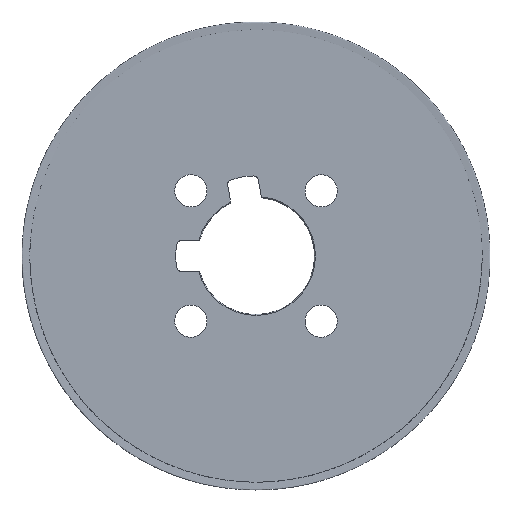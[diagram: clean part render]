
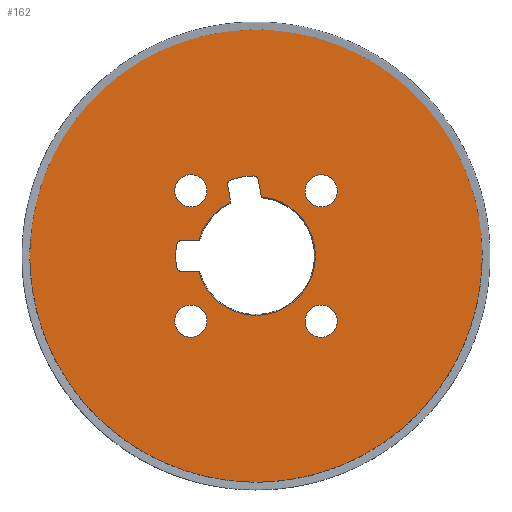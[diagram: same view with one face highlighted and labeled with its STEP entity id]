
A CAD part, top view. The second image highlights one B-rep face of the part: STEP entity #162.
In plain terms, the highlighted planar face has unit normal (0, 0, 1).
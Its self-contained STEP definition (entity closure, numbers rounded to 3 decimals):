
#162=ADVANCED_FACE('TB_SU_5',(#202,#203,#204,#205,#206,#207),#196,.T.);
#196=PLANE('',#876);
#202=FACE_BOUND('',#229,.T.);
#203=FACE_BOUND('',#230,.T.);
#204=FACE_BOUND('',#231,.T.);
#205=FACE_BOUND('',#232,.T.);
#206=FACE_BOUND('',#233,.T.);
#207=FACE_BOUND('',#234,.T.);
#229=EDGE_LOOP('',(#327,#328,#329,#330,#331,#332,#333,#334,#335,#336,#337,
#338,#339,#340,#341,#342,#343,#344));
#230=EDGE_LOOP('',(#345));
#231=EDGE_LOOP('',(#346));
#232=EDGE_LOOP('',(#347));
#233=EDGE_LOOP('',(#348));
#234=EDGE_LOOP('',(#349));
#279=LINE('',#1205,#303);
#280=LINE('',#1213,#304);
#281=LINE('',#1225,#305);
#282=LINE('',#1233,#306);
#303=VECTOR('',#978,1.);
#304=VECTOR('',#985,1.);
#305=VECTOR('',#996,1.);
#306=VECTOR('',#1003,1.);
#327=ORIENTED_EDGE('',*,*,#556,.F.);
#328=ORIENTED_EDGE('',*,*,#557,.T.);
#329=ORIENTED_EDGE('',*,*,#558,.T.);
#330=ORIENTED_EDGE('',*,*,#559,.F.);
#331=ORIENTED_EDGE('',*,*,#560,.T.);
#332=ORIENTED_EDGE('',*,*,#561,.F.);
#333=ORIENTED_EDGE('',*,*,#562,.T.);
#334=ORIENTED_EDGE('',*,*,#563,.T.);
#335=ORIENTED_EDGE('',*,*,#564,.F.);
#336=ORIENTED_EDGE('',*,*,#565,.F.);
#337=ORIENTED_EDGE('',*,*,#566,.F.);
#338=ORIENTED_EDGE('',*,*,#567,.T.);
#339=ORIENTED_EDGE('',*,*,#568,.T.);
#340=ORIENTED_EDGE('',*,*,#569,.F.);
#341=ORIENTED_EDGE('',*,*,#570,.T.);
#342=ORIENTED_EDGE('',*,*,#571,.F.);
#343=ORIENTED_EDGE('',*,*,#572,.T.);
#344=ORIENTED_EDGE('',*,*,#573,.T.);
#345=ORIENTED_EDGE('',*,*,#574,.T.);
#346=ORIENTED_EDGE('',*,*,#575,.T.);
#347=ORIENTED_EDGE('',*,*,#576,.T.);
#348=ORIENTED_EDGE('',*,*,#577,.T.);
#349=ORIENTED_EDGE('',*,*,#578,.T.);
#495=VERTEX_POINT('',#1201);
#496=VERTEX_POINT('',#1202);
#497=VERTEX_POINT('',#1204);
#498=VERTEX_POINT('',#1206);
#499=VERTEX_POINT('',#1208);
#500=VERTEX_POINT('',#1210);
#501=VERTEX_POINT('',#1212);
#502=VERTEX_POINT('',#1214);
#503=VERTEX_POINT('',#1216);
#504=VERTEX_POINT('',#1218);
#505=VERTEX_POINT('',#1220);
#506=VERTEX_POINT('',#1222);
#507=VERTEX_POINT('',#1224);
#508=VERTEX_POINT('',#1226);
#509=VERTEX_POINT('',#1228);
#510=VERTEX_POINT('',#1230);
#511=VERTEX_POINT('',#1232);
#512=VERTEX_POINT('',#1234);
#513=VERTEX_POINT('',#1237);
#514=VERTEX_POINT('',#1239);
#515=VERTEX_POINT('',#1241);
#516=VERTEX_POINT('',#1243);
#517=VERTEX_POINT('',#1245);
#556=EDGE_CURVE('',#495,#496,#640,.T.);
#557=EDGE_CURVE('',#495,#497,#641,.T.);
#558=EDGE_CURVE('',#497,#498,#279,.T.);
#559=EDGE_CURVE('',#499,#498,#642,.T.);
#560=EDGE_CURVE('',#499,#500,#643,.T.);
#561=EDGE_CURVE('',#501,#500,#644,.T.);
#562=EDGE_CURVE('',#501,#502,#280,.T.);
#563=EDGE_CURVE('',#502,#503,#645,.T.);
#564=EDGE_CURVE('',#504,#503,#646,.T.);
#565=EDGE_CURVE('',#505,#504,#647,.T.);
#566=EDGE_CURVE('',#506,#505,#648,.T.);
#567=EDGE_CURVE('',#506,#507,#649,.T.);
#568=EDGE_CURVE('',#507,#508,#281,.T.);
#569=EDGE_CURVE('',#509,#508,#650,.T.);
#570=EDGE_CURVE('',#509,#510,#651,.T.);
#571=EDGE_CURVE('',#511,#510,#652,.T.);
#572=EDGE_CURVE('',#511,#512,#282,.T.);
#573=EDGE_CURVE('',#512,#496,#653,.T.);
#574=EDGE_CURVE('',#513,#513,#654,.T.);
#575=EDGE_CURVE('',#514,#514,#655,.T.);
#576=EDGE_CURVE('',#515,#515,#656,.T.);
#577=EDGE_CURVE('',#516,#516,#657,.T.);
#578=EDGE_CURVE('',#517,#517,#658,.T.);
#640=CIRCLE('',#857,20.306);
#641=CIRCLE('',#858,0.5);
#642=CIRCLE('',#859,1.6);
#643=CIRCLE('',#860,22.);
#644=CIRCLE('',#861,1.6);
#645=CIRCLE('',#862,0.5);
#646=CIRCLE('',#863,20.306);
#647=CIRCLE('',#864,20.306);
#648=CIRCLE('',#865,20.306);
#649=CIRCLE('',#866,0.5);
#650=CIRCLE('',#867,1.6);
#651=CIRCLE('',#868,22.);
#652=CIRCLE('',#869,1.6);
#653=CIRCLE('',#870,0.5);
#654=CIRCLE('',#871,5.511);
#655=CIRCLE('',#872,5.511);
#656=CIRCLE('',#873,78.371);
#657=CIRCLE('',#874,5.511);
#658=CIRCLE('',#875,5.511);
#857=AXIS2_PLACEMENT_3D('',#1200,#974,#975);
#858=AXIS2_PLACEMENT_3D('',#1203,#976,#977);
#859=AXIS2_PLACEMENT_3D('',#1207,#979,#980);
#860=AXIS2_PLACEMENT_3D('',#1209,#981,#982);
#861=AXIS2_PLACEMENT_3D('',#1211,#983,#984);
#862=AXIS2_PLACEMENT_3D('',#1215,#986,#987);
#863=AXIS2_PLACEMENT_3D('',#1217,#988,#989);
#864=AXIS2_PLACEMENT_3D('',#1219,#990,#991);
#865=AXIS2_PLACEMENT_3D('',#1221,#992,#993);
#866=AXIS2_PLACEMENT_3D('',#1223,#994,#995);
#867=AXIS2_PLACEMENT_3D('',#1227,#997,#998);
#868=AXIS2_PLACEMENT_3D('',#1229,#999,#1000);
#869=AXIS2_PLACEMENT_3D('',#1231,#1001,#1002);
#870=AXIS2_PLACEMENT_3D('',#1235,#1004,#1005);
#871=AXIS2_PLACEMENT_3D('',#1236,#1006,#1007);
#872=AXIS2_PLACEMENT_3D('',#1238,#1008,#1009);
#873=AXIS2_PLACEMENT_3D('',#1240,#1010,#1011);
#874=AXIS2_PLACEMENT_3D('',#1242,#1012,#1013);
#875=AXIS2_PLACEMENT_3D('',#1244,#1014,#1015);
#876=AXIS2_PLACEMENT_3D('',#1246,#1016,#1017);
#974=DIRECTION('',(0.,0.,1.));
#975=DIRECTION('',(-0.292,-0.956,0.));
#976=DIRECTION('',(0.,0.,1.));
#977=DIRECTION('',(-0.292,-0.956,0.));
#978=DIRECTION('',(-0.174,0.985,0.));
#979=DIRECTION('',(0.,0.,1.));
#980=DIRECTION('',(-0.292,-0.956,0.));
#981=DIRECTION('',(0.,0.,-1.));
#982=DIRECTION('',(-0.292,-0.956,0.));
#983=DIRECTION('',(0.,0.,1.));
#984=DIRECTION('',(-0.292,-0.956,0.));
#985=DIRECTION('',(0.174,-0.985,0.));
#986=DIRECTION('',(0.,0.,1.));
#987=DIRECTION('',(-0.292,-0.956,0.));
#988=DIRECTION('',(0.,0.,1.));
#989=DIRECTION('',(-0.292,-0.956,0.));
#990=DIRECTION('',(0.,0.,1.));
#991=DIRECTION('',(-0.292,-0.956,0.));
#992=DIRECTION('',(0.,0.,1.));
#993=DIRECTION('',(-0.292,-0.956,0.));
#994=DIRECTION('',(0.,0.,1.));
#995=DIRECTION('',(-0.292,-0.956,0.));
#996=DIRECTION('',(-1.,0.,0.));
#997=DIRECTION('',(0.,0.,1.));
#998=DIRECTION('',(-0.292,-0.956,0.));
#999=DIRECTION('',(0.,0.,-1.));
#1000=DIRECTION('',(-0.292,-0.956,0.));
#1001=DIRECTION('',(0.,0.,1.));
#1002=DIRECTION('',(-0.292,-0.956,0.));
#1003=DIRECTION('',(1.,0.,0.));
#1004=DIRECTION('',(0.,0.,1.));
#1005=DIRECTION('',(-0.292,-0.956,0.));
#1006=DIRECTION('',(0.,0.,-1.));
#1007=DIRECTION('',(-0.292,-0.956,0.));
#1008=DIRECTION('',(0.,0.,-1.));
#1009=DIRECTION('',(-0.292,-0.956,0.));
#1010=DIRECTION('',(0.,0.,1.));
#1011=DIRECTION('',(-0.292,-0.956,0.));
#1012=DIRECTION('',(0.,0.,-1.));
#1013=DIRECTION('',(-0.292,-0.956,0.));
#1014=DIRECTION('',(0.,0.,-1.));
#1015=DIRECTION('',(-0.292,-0.956,0.));
#1016=DIRECTION('',(0.,0.,1.));
#1017=DIRECTION('',(-0.292,-0.956,0.));
#1200=CARTESIAN_POINT('',(0.,0.,0.));
#1201=CARTESIAN_POINT('',(-8.651,18.371,0.));
#1202=CARTESIAN_POINT('',(-19.595,5.329,0.));
#1203=CARTESIAN_POINT('',(-9.15,18.349,0.));
#1204=CARTESIAN_POINT('',(-8.658,18.436,0.));
#1205=CARTESIAN_POINT('',(-7.616,12.529,0.));
#1206=CARTESIAN_POINT('',(-9.672,24.189,0.));
#1207=CARTESIAN_POINT('',(-8.097,24.466,0.));
#1208=CARTESIAN_POINT('',(-8.657,25.965,0.));
#1209=CARTESIAN_POINT('',(-0.945,5.361,0.));
#1210=CARTESIAN_POINT('',(-0.745,27.36,0.));
#1211=CARTESIAN_POINT('',(-0.76,25.76,0.));
#1212=CARTESIAN_POINT('',(0.816,26.038,0.));
#1213=CARTESIAN_POINT('',(2.872,14.378,0.));
#1214=CARTESIAN_POINT('',(1.83,20.285,0.));
#1215=CARTESIAN_POINT('',(2.323,20.372,0.));
#1216=CARTESIAN_POINT('',(1.846,20.222,0.));
#1217=CARTESIAN_POINT('',(0.,0.,0.));
#1218=CARTESIAN_POINT('',(20.306,0.,0.));
#1219=CARTESIAN_POINT('',(0.,0.,0.));
#1220=CARTESIAN_POINT('',(0.,-20.306,0.));
#1221=CARTESIAN_POINT('',(0.,0.,0.));
#1222=CARTESIAN_POINT('',(-19.595,-5.329,0.));
#1223=CARTESIAN_POINT('',(-19.659,-5.825,0.));
#1224=CARTESIAN_POINT('',(-19.659,-5.325,0.));
#1225=CARTESIAN_POINT('',(-78.671,-5.325,0.));
#1226=CARTESIAN_POINT('',(-25.501,-5.325,0.));
#1227=CARTESIAN_POINT('',(-25.501,-3.725,0.));
#1228=CARTESIAN_POINT('',(-27.074,-4.017,0.));
#1229=CARTESIAN_POINT('',(-5.444,0.,0.));
#1230=CARTESIAN_POINT('',(-27.074,4.017,0.));
#1231=CARTESIAN_POINT('',(-25.501,3.725,0.));
#1232=CARTESIAN_POINT('',(-25.501,5.325,0.));
#1233=CARTESIAN_POINT('',(-78.671,5.325,0.));
#1234=CARTESIAN_POINT('',(-19.659,5.325,0.));
#1235=CARTESIAN_POINT('',(-19.659,5.825,0.));
#1236=CARTESIAN_POINT('',(22.274,22.274,0.));
#1237=CARTESIAN_POINT('',(20.663,17.004,0.));
#1238=CARTESIAN_POINT('',(22.274,-22.274,0.));
#1239=CARTESIAN_POINT('',(20.663,-27.544,0.));
#1240=CARTESIAN_POINT('',(0.,0.,0.));
#1241=CARTESIAN_POINT('',(-22.914,-74.947,0.));
#1242=CARTESIAN_POINT('',(-22.274,-22.274,0.));
#1243=CARTESIAN_POINT('',(-23.885,-27.544,0.));
#1244=CARTESIAN_POINT('',(-22.274,22.274,0.));
#1245=CARTESIAN_POINT('',(-23.885,17.004,0.));
#1246=CARTESIAN_POINT('',(-78.671,0.,0.));
